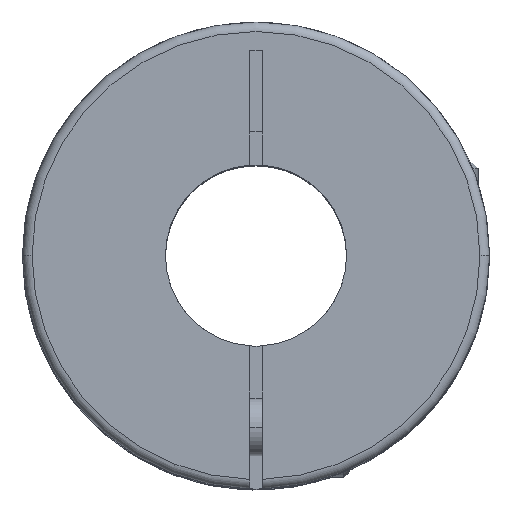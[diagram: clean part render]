
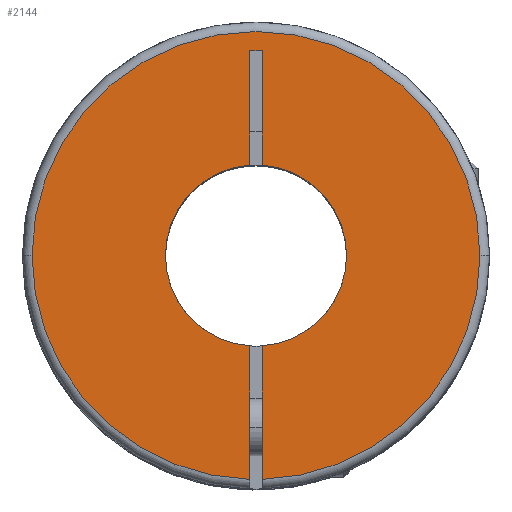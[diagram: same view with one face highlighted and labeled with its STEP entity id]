
A CAD part, top view. The second image highlights one B-rep face of the part: STEP entity #2144.
In plain terms, the highlighted planar face has unit normal (0, 0, 1).
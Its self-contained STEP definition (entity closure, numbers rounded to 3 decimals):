
#22 = CARTESIAN_POINT ( 'NONE',  ( -0.65, -9.478, 0. ) ) ;
#80 = CARTESIAN_POINT ( 'NONE',  ( 0.65, 21.5, 0. ) ) ;
#134 = DIRECTION ( 'NONE',  ( -1., 0., 0. ) ) ;
#194 = ORIENTED_EDGE ( 'NONE', *, *, #780, .T. ) ;
#198 = CIRCLE ( 'NONE', #969, 23.5 ) ;
#215 = EDGE_LOOP ( 'NONE', ( #1318, #1889, #194, #3647, #3429, #332, #3136, #3272, #1580, #3561, #2562 ) ) ;
#241 = VECTOR ( 'NONE', #1099, 1000. ) ;
#260 = AXIS2_PLACEMENT_3D ( 'NONE', #739, #3191, #134 ) ;
#274 = CARTESIAN_POINT ( 'NONE',  ( -0.65, 21.5, 0. ) ) ;
#293 = CARTESIAN_POINT ( 'NONE',  ( 0., 0., 0. ) ) ;
#300 = DIRECTION ( 'NONE',  ( 0., 0., -1. ) ) ;
#332 = ORIENTED_EDGE ( 'NONE', *, *, #1646, .F. ) ;
#345 = EDGE_CURVE ( 'NONE', #2622, #3841, #3910, .T. ) ;
#368 = CARTESIAN_POINT ( 'NONE',  ( -0.65, 21.5, 0. ) ) ;
#379 = DIRECTION ( 'NONE',  ( 0., 0., -1. ) ) ;
#392 = CARTESIAN_POINT ( 'NONE',  ( 0.65, -24.5, 0. ) ) ;
#407 = CIRCLE ( 'NONE', #2665, 9.5 ) ;
#419 = CARTESIAN_POINT ( 'NONE',  ( 23.5, 0., 0. ) ) ;
#450 = VERTEX_POINT ( 'NONE', #988 ) ;
#546 = DIRECTION ( 'NONE',  ( 0., 1., 0. ) ) ;
#557 = DIRECTION ( 'NONE',  ( 0., -1., 0. ) ) ;
#631 = DIRECTION ( 'NONE',  ( -1., 0., 0. ) ) ;
#688 = VERTEX_POINT ( 'NONE', #1146 ) ;
#739 = CARTESIAN_POINT ( 'NONE',  ( 0., 0., 0. ) ) ;
#780 = EDGE_CURVE ( 'NONE', #3748, #450, #3610, .T. ) ;
#794 = CARTESIAN_POINT ( 'NONE',  ( 0., 0., 0. ) ) ;
#852 = CARTESIAN_POINT ( 'NONE',  ( 0.65, -24.5, 0. ) ) ;
#856 = VERTEX_POINT ( 'NONE', #80 ) ;
#938 = DIRECTION ( 'NONE',  ( 0., 1., 0. ) ) ;
#964 = EDGE_CURVE ( 'NONE', #3659, #1198, #2658, .T. ) ;
#969 = AXIS2_PLACEMENT_3D ( 'NONE', #2722, #300, #1183 ) ;
#988 = CARTESIAN_POINT ( 'NONE',  ( -9.5, 0., 0. ) ) ;
#1037 = DIRECTION ( 'NONE',  ( -1., 0., 0. ) ) ;
#1081 = EDGE_CURVE ( 'NONE', #2539, #2622, #1141, .T. ) ;
#1099 = DIRECTION ( 'NONE',  ( 0., -1., 0. ) ) ;
#1141 = CIRCLE ( 'NONE', #1657, 23.5 ) ;
#1143 = CARTESIAN_POINT ( 'NONE',  ( -23.5, 0., 0. ) ) ;
#1146 = CARTESIAN_POINT ( 'NONE',  ( -0.65, -23.491, 0. ) ) ;
#1176 = VECTOR ( 'NONE', #1596, 1000. ) ;
#1183 = DIRECTION ( 'NONE',  ( -1., 0., 0. ) ) ;
#1198 = VERTEX_POINT ( 'NONE', #2272 ) ;
#1201 = DIRECTION ( 'NONE',  ( 0., 0., -1. ) ) ;
#1283 = EDGE_CURVE ( 'NONE', #3748, #688, #3127, .T. ) ;
#1315 = CARTESIAN_POINT ( 'NONE',  ( 0.65, -9.478, 0. ) ) ;
#1318 = ORIENTED_EDGE ( 'NONE', *, *, #3444, .F. ) ;
#1485 = CARTESIAN_POINT ( 'NONE',  ( 0.65, -23.491, 0. ) ) ;
#1556 = AXIS2_PLACEMENT_3D ( 'NONE', #3137, #379, #2783 ) ;
#1580 = ORIENTED_EDGE ( 'NONE', *, *, #345, .F. ) ;
#1596 = DIRECTION ( 'NONE',  ( 0., -1., 0. ) ) ;
#1616 = EDGE_CURVE ( 'NONE', #450, #1198, #407, .T. ) ;
#1646 = EDGE_CURVE ( 'NONE', #856, #3659, #2627, .T. ) ;
#1657 = AXIS2_PLACEMENT_3D ( 'NONE', #293, #2174, #631 ) ;
#1676 = DIRECTION ( 'NONE',  ( 0., 0., -1. ) ) ;
#1758 = CARTESIAN_POINT ( 'NONE',  ( 0.65, 21.5, 0. ) ) ;
#1793 = CARTESIAN_POINT ( 'NONE',  ( 0., 0., 0. ) ) ;
#1889 = ORIENTED_EDGE ( 'NONE', *, *, #1283, .F. ) ;
#1917 = EDGE_CURVE ( 'NONE', #3086, #3841, #3292, .T. ) ;
#2006 = AXIS2_PLACEMENT_3D ( 'NONE', #794, #2026, #1037 ) ;
#2026 = DIRECTION ( 'NONE',  ( 0., 0., -1. ) ) ;
#2060 = CARTESIAN_POINT ( 'NONE',  ( 0., 0., 0. ) ) ;
#2129 = VERTEX_POINT ( 'NONE', #1143 ) ;
#2144 = ADVANCED_FACE ( 'NONE', ( #3020 ), #3342, .F. ) ;
#2155 = VECTOR ( 'NONE', #3586, 1000. ) ;
#2174 = DIRECTION ( 'NONE',  ( 0., 0., -1. ) ) ;
#2268 = CIRCLE ( 'NONE', #2006, 23.5 ) ;
#2272 = CARTESIAN_POINT ( 'NONE',  ( -0.65, 9.478, 0. ) ) ;
#2528 = AXIS2_PLACEMENT_3D ( 'NONE', #1793, #1201, #557 ) ;
#2539 = VERTEX_POINT ( 'NONE', #419 ) ;
#2562 = ORIENTED_EDGE ( 'NONE', *, *, #3936, .F. ) ;
#2622 = VERTEX_POINT ( 'NONE', #1485 ) ;
#2627 = LINE ( 'NONE', #1758, #2155 ) ;
#2658 = LINE ( 'NONE', #3296, #241 ) ;
#2665 = AXIS2_PLACEMENT_3D ( 'NONE', #2060, #1676, #3567 ) ;
#2722 = CARTESIAN_POINT ( 'NONE',  ( 0., 0., 0. ) ) ;
#2778 = VECTOR ( 'NONE', #938, 1000. ) ;
#2783 = DIRECTION ( 'NONE',  ( -1., 0., 0. ) ) ;
#3020 = FACE_OUTER_BOUND ( 'NONE', #215, .T. ) ;
#3086 = VERTEX_POINT ( 'NONE', #3745 ) ;
#3127 = LINE ( 'NONE', #368, #1176 ) ;
#3136 = ORIENTED_EDGE ( 'NONE', *, *, #3741, .F. ) ;
#3137 = CARTESIAN_POINT ( 'NONE',  ( 0., 0., 0. ) ) ;
#3191 = DIRECTION ( 'NONE',  ( 0., 0., -1. ) ) ;
#3272 = ORIENTED_EDGE ( 'NONE', *, *, #1917, .T. ) ;
#3292 = CIRCLE ( 'NONE', #1556, 9.5 ) ;
#3296 = CARTESIAN_POINT ( 'NONE',  ( -0.65, 21.5, 0. ) ) ;
#3342 = PLANE ( 'NONE',  #2528 ) ;
#3379 = VECTOR ( 'NONE', #546, 1000. ) ;
#3429 = ORIENTED_EDGE ( 'NONE', *, *, #964, .F. ) ;
#3444 = EDGE_CURVE ( 'NONE', #688, #2129, #198, .T. ) ;
#3561 = ORIENTED_EDGE ( 'NONE', *, *, #1081, .F. ) ;
#3567 = DIRECTION ( 'NONE',  ( -1., 0., 0. ) ) ;
#3586 = DIRECTION ( 'NONE',  ( -1., 0., 0. ) ) ;
#3610 = CIRCLE ( 'NONE', #260, 9.5 ) ;
#3647 = ORIENTED_EDGE ( 'NONE', *, *, #1616, .T. ) ;
#3659 = VERTEX_POINT ( 'NONE', #274 ) ;
#3716 = LINE ( 'NONE', #392, #2778 ) ;
#3741 = EDGE_CURVE ( 'NONE', #3086, #856, #3716, .T. ) ;
#3745 = CARTESIAN_POINT ( 'NONE',  ( 0.65, 9.478, 0. ) ) ;
#3748 = VERTEX_POINT ( 'NONE', #22 ) ;
#3841 = VERTEX_POINT ( 'NONE', #1315 ) ;
#3910 = LINE ( 'NONE', #852, #3379 ) ;
#3936 = EDGE_CURVE ( 'NONE', #2129, #2539, #2268, .T. ) ;
